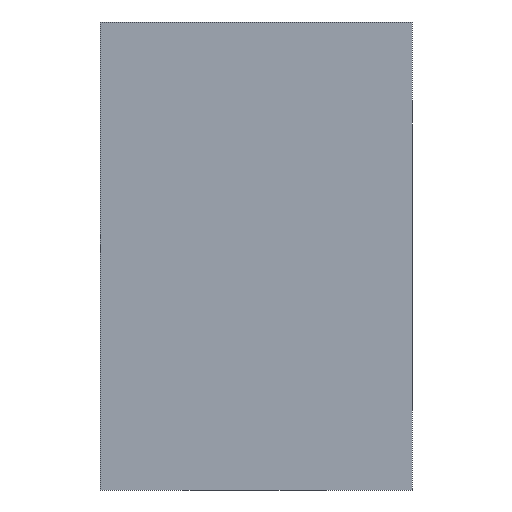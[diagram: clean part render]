
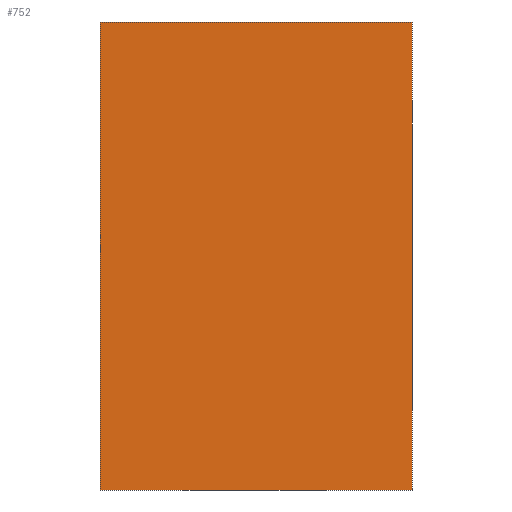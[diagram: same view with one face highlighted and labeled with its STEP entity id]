
A CAD part, front view. The second image highlights one B-rep face of the part: STEP entity #752.
In plain terms, the highlighted planar face has unit normal (0, -1, 0).
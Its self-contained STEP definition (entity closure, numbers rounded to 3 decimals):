
#22 = VERTEX_POINT('',#23);
#23 = CARTESIAN_POINT('',(-2.,-6.4,6.));
#32 = PLANE('',#33);
#33 = AXIS2_PLACEMENT_3D('',#34,#35,#36);
#34 = CARTESIAN_POINT('',(-2.,-6.4,0.));
#35 = DIRECTION('',(1.,0.,0.));
#36 = DIRECTION('',(0.,0.,1.));
#44 = PLANE('',#45);
#45 = AXIS2_PLACEMENT_3D('',#46,#47,#48);
#46 = CARTESIAN_POINT('',(-2.,-6.4,6.));
#47 = DIRECTION('',(0.,0.,1.));
#48 = DIRECTION('',(1.,0.,0.));
#56 = EDGE_CURVE('',#57,#22,#59,.T.);
#57 = VERTEX_POINT('',#58);
#58 = CARTESIAN_POINT('',(-2.,-6.4,0.));
#59 = SURFACE_CURVE('',#60,(#64,#71),.PCURVE_S1.);
#60 = LINE('',#61,#62);
#61 = CARTESIAN_POINT('',(-2.,-6.4,0.));
#62 = VECTOR('',#63,1.);
#63 = DIRECTION('',(0.,0.,1.));
#64 = PCURVE('',#32,#65);
#65 = DEFINITIONAL_REPRESENTATION('',(#66),#70);
#66 = LINE('',#67,#68);
#67 = CARTESIAN_POINT('',(0.,0.));
#68 = VECTOR('',#69,1.);
#69 = DIRECTION('',(1.,0.));
#70 = ( GEOMETRIC_REPRESENTATION_CONTEXT(2) 
PARAMETRIC_REPRESENTATION_CONTEXT() REPRESENTATION_CONTEXT('2D SPACE',''
  ) );
#71 = PCURVE('',#72,#77);
#72 = PLANE('',#73);
#73 = AXIS2_PLACEMENT_3D('',#74,#75,#76);
#74 = CARTESIAN_POINT('',(-2.,-6.4,0.));
#75 = DIRECTION('',(0.,1.,0.));
#76 = DIRECTION('',(0.,0.,1.));
#77 = DEFINITIONAL_REPRESENTATION('',(#78),#82);
#78 = LINE('',#79,#80);
#79 = CARTESIAN_POINT('',(0.,0.));
#80 = VECTOR('',#81,1.);
#81 = DIRECTION('',(1.,0.));
#82 = ( GEOMETRIC_REPRESENTATION_CONTEXT(2) 
PARAMETRIC_REPRESENTATION_CONTEXT() REPRESENTATION_CONTEXT('2D SPACE',''
  ) );
#100 = PLANE('',#101);
#101 = AXIS2_PLACEMENT_3D('',#102,#103,#104);
#102 = CARTESIAN_POINT('',(-2.,-6.4,0.));
#103 = DIRECTION('',(0.,0.,1.));
#104 = DIRECTION('',(1.,0.,0.));
#279 = EDGE_CURVE('',#22,#280,#282,.T.);
#280 = VERTEX_POINT('',#281);
#281 = CARTESIAN_POINT('',(2.,-6.4,6.));
#282 = SURFACE_CURVE('',#283,(#287,#294),.PCURVE_S1.);
#283 = LINE('',#284,#285);
#284 = CARTESIAN_POINT('',(-2.,-6.4,6.));
#285 = VECTOR('',#286,1.);
#286 = DIRECTION('',(1.,0.,0.));
#287 = PCURVE('',#44,#288);
#288 = DEFINITIONAL_REPRESENTATION('',(#289),#293);
#289 = LINE('',#290,#291);
#290 = CARTESIAN_POINT('',(0.,0.));
#291 = VECTOR('',#292,1.);
#292 = DIRECTION('',(1.,0.));
#293 = ( GEOMETRIC_REPRESENTATION_CONTEXT(2) 
PARAMETRIC_REPRESENTATION_CONTEXT() REPRESENTATION_CONTEXT('2D SPACE',''
  ) );
#294 = PCURVE('',#72,#295);
#295 = DEFINITIONAL_REPRESENTATION('',(#296),#300);
#296 = LINE('',#297,#298);
#297 = CARTESIAN_POINT('',(6.,0.));
#298 = VECTOR('',#299,1.);
#299 = DIRECTION('',(0.,1.));
#300 = ( GEOMETRIC_REPRESENTATION_CONTEXT(2) 
PARAMETRIC_REPRESENTATION_CONTEXT() REPRESENTATION_CONTEXT('2D SPACE',''
  ) );
#318 = PLANE('',#319);
#319 = AXIS2_PLACEMENT_3D('',#320,#321,#322);
#320 = CARTESIAN_POINT('',(2.,-6.4,0.));
#321 = DIRECTION('',(1.,0.,0.));
#322 = DIRECTION('',(0.,0.,1.));
#682 = EDGE_CURVE('',#57,#683,#685,.T.);
#683 = VERTEX_POINT('',#684);
#684 = CARTESIAN_POINT('',(2.,-6.4,0.));
#685 = SURFACE_CURVE('',#686,(#690,#697),.PCURVE_S1.);
#686 = LINE('',#687,#688);
#687 = CARTESIAN_POINT('',(-2.,-6.4,0.));
#688 = VECTOR('',#689,1.);
#689 = DIRECTION('',(1.,0.,0.));
#690 = PCURVE('',#100,#691);
#691 = DEFINITIONAL_REPRESENTATION('',(#692),#696);
#692 = LINE('',#693,#694);
#693 = CARTESIAN_POINT('',(0.,0.));
#694 = VECTOR('',#695,1.);
#695 = DIRECTION('',(1.,0.));
#696 = ( GEOMETRIC_REPRESENTATION_CONTEXT(2) 
PARAMETRIC_REPRESENTATION_CONTEXT() REPRESENTATION_CONTEXT('2D SPACE',''
  ) );
#697 = PCURVE('',#72,#698);
#698 = DEFINITIONAL_REPRESENTATION('',(#699),#703);
#699 = LINE('',#700,#701);
#700 = CARTESIAN_POINT('',(0.,0.));
#701 = VECTOR('',#702,1.);
#702 = DIRECTION('',(0.,1.));
#703 = ( GEOMETRIC_REPRESENTATION_CONTEXT(2) 
PARAMETRIC_REPRESENTATION_CONTEXT() REPRESENTATION_CONTEXT('2D SPACE',''
  ) );
#752 = ADVANCED_FACE('',(#753),#72,.F.);
#753 = FACE_BOUND('',#754,.F.);
#754 = EDGE_LOOP('',(#755,#756,#757,#758));
#755 = ORIENTED_EDGE('',*,*,#682,.F.);
#756 = ORIENTED_EDGE('',*,*,#56,.T.);
#757 = ORIENTED_EDGE('',*,*,#279,.T.);
#758 = ORIENTED_EDGE('',*,*,#759,.F.);
#759 = EDGE_CURVE('',#683,#280,#760,.T.);
#760 = SURFACE_CURVE('',#761,(#765,#772),.PCURVE_S1.);
#761 = LINE('',#762,#763);
#762 = CARTESIAN_POINT('',(2.,-6.4,0.));
#763 = VECTOR('',#764,1.);
#764 = DIRECTION('',(0.,0.,1.));
#765 = PCURVE('',#72,#766);
#766 = DEFINITIONAL_REPRESENTATION('',(#767),#771);
#767 = LINE('',#768,#769);
#768 = CARTESIAN_POINT('',(0.,4.));
#769 = VECTOR('',#770,1.);
#770 = DIRECTION('',(1.,0.));
#771 = ( GEOMETRIC_REPRESENTATION_CONTEXT(2) 
PARAMETRIC_REPRESENTATION_CONTEXT() REPRESENTATION_CONTEXT('2D SPACE',''
  ) );
#772 = PCURVE('',#318,#773);
#773 = DEFINITIONAL_REPRESENTATION('',(#774),#778);
#774 = LINE('',#775,#776);
#775 = CARTESIAN_POINT('',(0.,0.));
#776 = VECTOR('',#777,1.);
#777 = DIRECTION('',(1.,0.));
#778 = ( GEOMETRIC_REPRESENTATION_CONTEXT(2) 
PARAMETRIC_REPRESENTATION_CONTEXT() REPRESENTATION_CONTEXT('2D SPACE',''
  ) );
